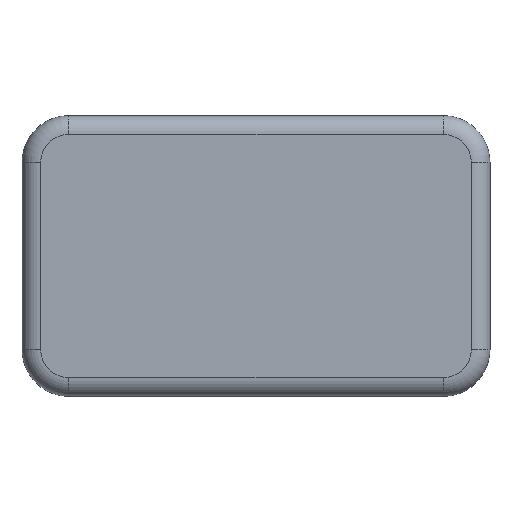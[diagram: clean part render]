
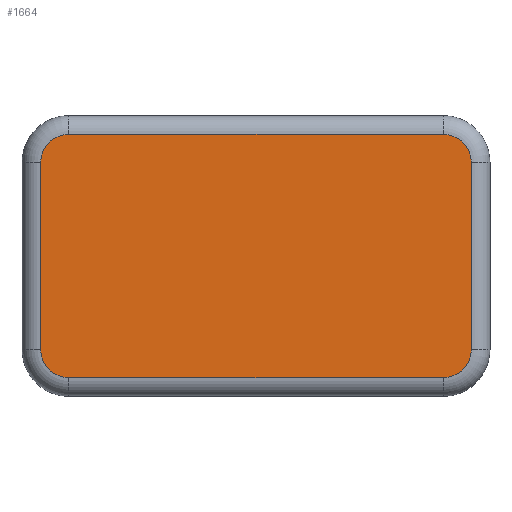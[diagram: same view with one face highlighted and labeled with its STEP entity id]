
A CAD part, front view. The second image highlights one B-rep face of the part: STEP entity #1664.
In plain terms, the highlighted planar face has unit normal (0, -1, 0).
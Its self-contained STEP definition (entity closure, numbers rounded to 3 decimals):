
#89 = VERTEX_POINT ( 'NONE', #1269 ) ;
#119 = LINE ( 'NONE', #4061, #3245 ) ;
#175 = DIRECTION ( 'NONE',  ( 0., -1., 0. ) ) ;
#178 = ORIENTED_EDGE ( 'NONE', *, *, #3240, .T. ) ;
#213 = CARTESIAN_POINT ( 'NONE',  ( -10., 0., -56. ) ) ;
#227 = CARTESIAN_POINT ( 'NONE',  ( -4., 0., -50. ) ) ;
#414 = VERTEX_POINT ( 'NONE', #484 ) ;
#453 = VERTEX_POINT ( 'NONE', #213 ) ;
#484 = CARTESIAN_POINT ( 'NONE',  ( -96., 0., -10. ) ) ;
#506 = CIRCLE ( 'NONE', #1299, 6. ) ;
#553 = DIRECTION ( 'NONE',  ( 0., 0., -1. ) ) ;
#622 = VERTEX_POINT ( 'NONE', #2076 ) ;
#640 = ORIENTED_EDGE ( 'NONE', *, *, #3749, .T. ) ;
#790 = EDGE_CURVE ( 'NONE', #89, #2365, #2152, .T. ) ;
#875 = ORIENTED_EDGE ( 'NONE', *, *, #4056, .T. ) ;
#923 = ORIENTED_EDGE ( 'NONE', *, *, #3090, .T. ) ;
#999 = CARTESIAN_POINT ( 'NONE',  ( 0., 0., -56. ) ) ;
#1028 = DIRECTION ( 'NONE',  ( 1., 0., 0. ) ) ;
#1066 = PLANE ( 'NONE',  #2843 ) ;
#1071 = EDGE_CURVE ( 'NONE', #2000, #622, #119, .T. ) ;
#1128 = ORIENTED_EDGE ( 'NONE', *, *, #2208, .T. ) ;
#1141 = CARTESIAN_POINT ( 'NONE',  ( -90., 0., -10. ) ) ;
#1256 = FACE_OUTER_BOUND ( 'NONE', #3976, .T. ) ;
#1269 = CARTESIAN_POINT ( 'NONE',  ( -96., 0., -50. ) ) ;
#1299 = AXIS2_PLACEMENT_3D ( 'NONE', #1888, #175, #1856 ) ;
#1329 = AXIS2_PLACEMENT_3D ( 'NONE', #2805, #3156, #3805 ) ;
#1375 = VERTEX_POINT ( 'NONE', #3306 ) ;
#1393 = VECTOR ( 'NONE', #2370, 1000. ) ;
#1400 = VECTOR ( 'NONE', #1028, 1000. ) ;
#1467 = AXIS2_PLACEMENT_3D ( 'NONE', #1141, #1849, #3478 ) ;
#1490 = CIRCLE ( 'NONE', #1329, 6. ) ;
#1664 = ADVANCED_FACE ( 'NONE', ( #1256 ), #1066, .F. ) ;
#1709 = VECTOR ( 'NONE', #553, 1000. ) ;
#1772 = CARTESIAN_POINT ( 'NONE',  ( 0., 0., 0. ) ) ;
#1805 = DIRECTION ( 'NONE',  ( 0., -1., 0. ) ) ;
#1849 = DIRECTION ( 'NONE',  ( 0., -1., 0. ) ) ;
#1856 = DIRECTION ( 'NONE',  ( 0., 0., 1. ) ) ;
#1868 = LINE ( 'NONE', #3322, #1393 ) ;
#1887 = ORIENTED_EDGE ( 'NONE', *, *, #790, .T. ) ;
#1888 = CARTESIAN_POINT ( 'NONE',  ( -10., 0., -50. ) ) ;
#2000 = VERTEX_POINT ( 'NONE', #227 ) ;
#2076 = CARTESIAN_POINT ( 'NONE',  ( -4., 0., -10. ) ) ;
#2084 = DIRECTION ( 'NONE',  ( 0., 0., 1. ) ) ;
#2152 = CIRCLE ( 'NONE', #3162, 6. ) ;
#2166 = CIRCLE ( 'NONE', #1467, 6. ) ;
#2208 = EDGE_CURVE ( 'NONE', #2365, #453, #2695, .T. ) ;
#2365 = VERTEX_POINT ( 'NONE', #2417 ) ;
#2370 = DIRECTION ( 'NONE',  ( -1., 0., 0. ) ) ;
#2417 = CARTESIAN_POINT ( 'NONE',  ( -90., 0., -56. ) ) ;
#2451 = ORIENTED_EDGE ( 'NONE', *, *, #1071, .T. ) ;
#2695 = LINE ( 'NONE', #999, #1400 ) ;
#2805 = CARTESIAN_POINT ( 'NONE',  ( -10., 0., -10. ) ) ;
#2843 = AXIS2_PLACEMENT_3D ( 'NONE', #1772, #3372, #4069 ) ;
#3032 = EDGE_CURVE ( 'NONE', #622, #3947, #1490, .T. ) ;
#3090 = EDGE_CURVE ( 'NONE', #1375, #414, #2166, .T. ) ;
#3156 = DIRECTION ( 'NONE',  ( 0., -1., 0. ) ) ;
#3162 = AXIS2_PLACEMENT_3D ( 'NONE', #4144, #1805, #3804 ) ;
#3193 = CARTESIAN_POINT ( 'NONE',  ( -96., 0., 0. ) ) ;
#3240 = EDGE_CURVE ( 'NONE', #414, #89, #4219, .T. ) ;
#3245 = VECTOR ( 'NONE', #2084, 1000. ) ;
#3269 = CARTESIAN_POINT ( 'NONE',  ( -10., 0., -4. ) ) ;
#3306 = CARTESIAN_POINT ( 'NONE',  ( -90., 0., -4. ) ) ;
#3322 = CARTESIAN_POINT ( 'NONE',  ( 0., 0., -4. ) ) ;
#3372 = DIRECTION ( 'NONE',  ( 0., 1., 0. ) ) ;
#3478 = DIRECTION ( 'NONE',  ( 0., 0., 1. ) ) ;
#3749 = EDGE_CURVE ( 'NONE', #453, #2000, #506, .T. ) ;
#3804 = DIRECTION ( 'NONE',  ( 0., 0., 1. ) ) ;
#3805 = DIRECTION ( 'NONE',  ( 0., 0., 1. ) ) ;
#3947 = VERTEX_POINT ( 'NONE', #3269 ) ;
#3976 = EDGE_LOOP ( 'NONE', ( #1128, #640, #2451, #4117, #875, #923, #178, #1887 ) ) ;
#4056 = EDGE_CURVE ( 'NONE', #3947, #1375, #1868, .T. ) ;
#4061 = CARTESIAN_POINT ( 'NONE',  ( -4., 0., 0. ) ) ;
#4069 = DIRECTION ( 'NONE',  ( 0., 0., 1. ) ) ;
#4117 = ORIENTED_EDGE ( 'NONE', *, *, #3032, .T. ) ;
#4144 = CARTESIAN_POINT ( 'NONE',  ( -90., 0., -50. ) ) ;
#4219 = LINE ( 'NONE', #3193, #1709 ) ;
